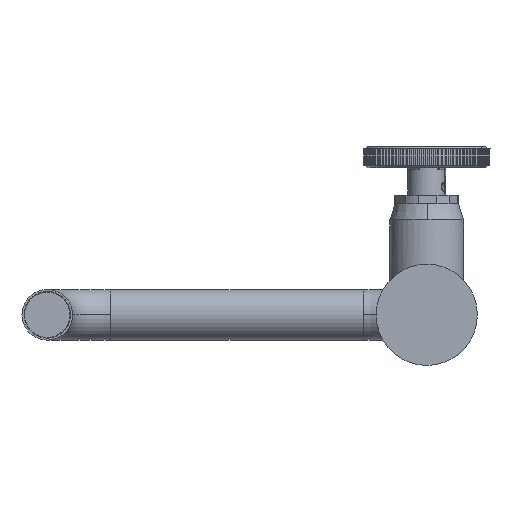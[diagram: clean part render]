
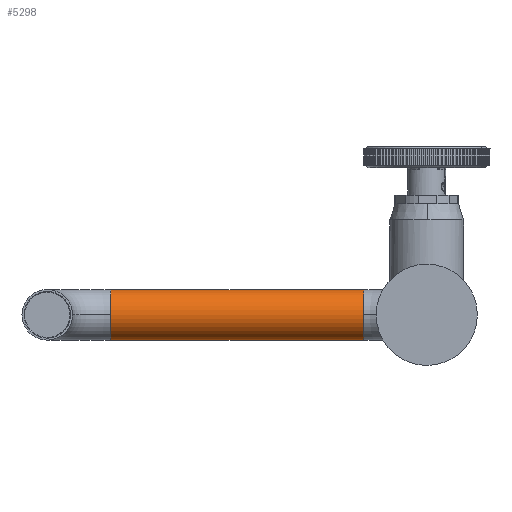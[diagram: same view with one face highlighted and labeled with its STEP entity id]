
A CAD part, front view. The second image highlights one B-rep face of the part: STEP entity #5298.
In plain terms, the highlighted cylindrical face has radius 12 mm (diameter 24 mm), a partial arc.
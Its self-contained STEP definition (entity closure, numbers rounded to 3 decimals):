
#171 = AXIS2_PLACEMENT_3D ( 'NONE', #6652, #15922, #6713 ) ;
#178 = CARTESIAN_POINT ( 'NONE',  ( 30., 188., 0. ) ) ;
#191 = CARTESIAN_POINT ( 'NONE',  ( 30., 188., 12. ) ) ;
#192 = DIRECTION ( 'NONE',  ( 0., 0., 1. ) ) ;
#639 = EDGE_CURVE ( 'NONE', #12597, #5948, #16466, .T. ) ;
#766 = EDGE_LOOP ( 'NONE', ( #1362, #7989, #5562, #12998, #1252, #1126 ) ) ;
#1126 = ORIENTED_EDGE ( 'NONE', *, *, #7317, .F. ) ;
#1157 = VERTEX_POINT ( 'NONE', #9348 ) ;
#1252 = ORIENTED_EDGE ( 'NONE', *, *, #11524, .F. ) ;
#1362 = ORIENTED_EDGE ( 'NONE', *, *, #13058, .F. ) ;
#1826 = CIRCLE ( 'NONE', #17059, 12. ) ;
#2214 = CARTESIAN_POINT ( 'NONE',  ( 150., 188., -12. ) ) ;
#2360 = VECTOR ( 'NONE', #10690, 1000. ) ;
#2583 = VECTOR ( 'NONE', #8121, 1000. ) ;
#3356 = DIRECTION ( 'NONE',  ( 0., 0., 1. ) ) ;
#3440 = AXIS2_PLACEMENT_3D ( 'NONE', #178, #7422, #3356 ) ;
#3845 = LINE ( 'NONE', #11800, #2360 ) ;
#5166 = VERTEX_POINT ( 'NONE', #191 ) ;
#5298 = ADVANCED_FACE ( 'NONE', ( #12158 ), #5421, .T. ) ;
#5421 = CYLINDRICAL_SURFACE ( 'NONE', #17267, 12. ) ;
#5562 = ORIENTED_EDGE ( 'NONE', *, *, #5687, .T. ) ;
#5687 = EDGE_CURVE ( 'NONE', #14342, #12597, #5858, .T. ) ;
#5858 = CIRCLE ( 'NONE', #3440, 12. ) ;
#5948 = VERTEX_POINT ( 'NONE', #2214 ) ;
#6652 = CARTESIAN_POINT ( 'NONE',  ( 30., 188., 0. ) ) ;
#6713 = DIRECTION ( 'NONE',  ( 0., 0., 1. ) ) ;
#6858 = DIRECTION ( 'NONE',  ( 1., 0., 0. ) ) ;
#7235 = CARTESIAN_POINT ( 'NONE',  ( 30., 176., 0. ) ) ;
#7317 = EDGE_CURVE ( 'NONE', #8751, #1157, #1826, .T. ) ;
#7422 = DIRECTION ( 'NONE',  ( 1., 0., 0. ) ) ;
#7989 = ORIENTED_EDGE ( 'NONE', *, *, #17055, .T. ) ;
#8121 = DIRECTION ( 'NONE',  ( 1., 0., 0. ) ) ;
#8751 = VERTEX_POINT ( 'NONE', #9677 ) ;
#9348 = CARTESIAN_POINT ( 'NONE',  ( 150., 176., 0. ) ) ;
#9589 = CARTESIAN_POINT ( 'NONE',  ( 30., 188., -12. ) ) ;
#9677 = CARTESIAN_POINT ( 'NONE',  ( 150., 188., 12. ) ) ;
#10139 = DIRECTION ( 'NONE',  ( 1., 0., 0. ) ) ;
#10690 = DIRECTION ( 'NONE',  ( 1., 0., 0. ) ) ;
#11524 = EDGE_CURVE ( 'NONE', #1157, #5948, #12275, .T. ) ;
#11800 = CARTESIAN_POINT ( 'NONE',  ( 30., 188., 12. ) ) ;
#11995 = CARTESIAN_POINT ( 'NONE',  ( 30., 188., -12. ) ) ;
#12158 = FACE_OUTER_BOUND ( 'NONE', #766, .T. ) ;
#12224 = AXIS2_PLACEMENT_3D ( 'NONE', #15669, #15845, #13101 ) ;
#12275 = CIRCLE ( 'NONE', #12224, 12. ) ;
#12372 = CARTESIAN_POINT ( 'NONE',  ( 150., 188., 0. ) ) ;
#12597 = VERTEX_POINT ( 'NONE', #11995 ) ;
#12998 = ORIENTED_EDGE ( 'NONE', *, *, #639, .T. ) ;
#13058 = EDGE_CURVE ( 'NONE', #5166, #8751, #3845, .T. ) ;
#13101 = DIRECTION ( 'NONE',  ( 0., 0., 1. ) ) ;
#14342 = VERTEX_POINT ( 'NONE', #7235 ) ;
#15096 = CIRCLE ( 'NONE', #171, 12. ) ;
#15588 = CARTESIAN_POINT ( 'NONE',  ( 30., 188., 0. ) ) ;
#15649 = DIRECTION ( 'NONE',  ( 0., 0., -1. ) ) ;
#15669 = CARTESIAN_POINT ( 'NONE',  ( 150., 188., 0. ) ) ;
#15845 = DIRECTION ( 'NONE',  ( 1., 0., 0. ) ) ;
#15922 = DIRECTION ( 'NONE',  ( 1., 0., 0. ) ) ;
#16466 = LINE ( 'NONE', #9589, #2583 ) ;
#17055 = EDGE_CURVE ( 'NONE', #5166, #14342, #15096, .T. ) ;
#17059 = AXIS2_PLACEMENT_3D ( 'NONE', #12372, #6858, #192 ) ;
#17267 = AXIS2_PLACEMENT_3D ( 'NONE', #15588, #10139, #15649 ) ;
